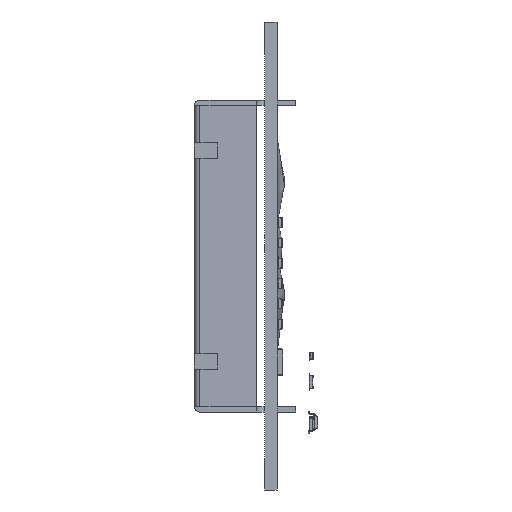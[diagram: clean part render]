
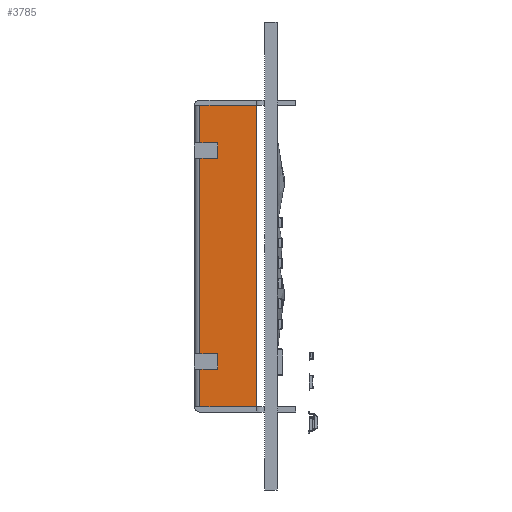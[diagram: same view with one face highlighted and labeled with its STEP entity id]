
A CAD part, left-side view. The second image highlights one B-rep face of the part: STEP entity #3785.
In plain terms, the highlighted planar face has unit normal (-1, 0, 0).
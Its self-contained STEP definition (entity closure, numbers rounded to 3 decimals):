
#489 = VERTEX_POINT('',#490);
#490 = CARTESIAN_POINT('',(-48.5,9.9,-14.5));
#497 = EDGE_CURVE('',#498,#489,#500,.T.);
#498 = VERTEX_POINT('',#499);
#499 = CARTESIAN_POINT('',(-48.5,7.6,-14.5));
#500 = LINE('',#501,#502);
#501 = CARTESIAN_POINT('',(-48.5,7.6,-14.5));
#502 = VECTOR('',#503,1.);
#503 = DIRECTION('',(-0.,1.,-0.));
#538 = VERTEX_POINT('',#539);
#539 = CARTESIAN_POINT('',(-48.5,7.6,-12.5));
#545 = EDGE_CURVE('',#538,#546,#548,.T.);
#546 = VERTEX_POINT('',#547);
#547 = CARTESIAN_POINT('',(-48.5,9.9,-12.5));
#548 = LINE('',#549,#550);
#549 = CARTESIAN_POINT('',(-48.5,7.6,-12.5));
#550 = VECTOR('',#551,1.);
#551 = DIRECTION('',(-0.,1.,-0.));
#1009 = VERTEX_POINT('',#1010);
#1010 = CARTESIAN_POINT('',(-48.5,9.9,12.5));
#1017 = EDGE_CURVE('',#1018,#1009,#1020,.T.);
#1018 = VERTEX_POINT('',#1019);
#1019 = CARTESIAN_POINT('',(-48.5,7.6,12.5));
#1020 = LINE('',#1021,#1022);
#1021 = CARTESIAN_POINT('',(-48.5,7.6,12.5));
#1022 = VECTOR('',#1023,1.);
#1023 = DIRECTION('',(-0.,1.,-0.));
#1058 = VERTEX_POINT('',#1059);
#1059 = CARTESIAN_POINT('',(-48.5,7.6,14.5));
#1065 = EDGE_CURVE('',#1058,#1066,#1068,.T.);
#1066 = VERTEX_POINT('',#1067);
#1067 = CARTESIAN_POINT('',(-48.5,9.9,14.5));
#1068 = LINE('',#1069,#1070);
#1069 = CARTESIAN_POINT('',(-48.5,7.6,14.5));
#1070 = VECTOR('',#1071,1.);
#1071 = DIRECTION('',(-0.,1.,-0.));
#2015 = VERTEX_POINT('',#2016);
#2016 = CARTESIAN_POINT('',(-48.5,2.6,19.3));
#2022 = EDGE_CURVE('',#2015,#2023,#2025,.T.);
#2023 = VERTEX_POINT('',#2024);
#2024 = CARTESIAN_POINT('',(-48.5,2.6,-19.3));
#2025 = LINE('',#2026,#2027);
#2026 = CARTESIAN_POINT('',(-48.5,2.6,30.));
#2027 = VECTOR('',#2028,1.);
#2028 = DIRECTION('',(0.,0.,-1.));
#3785 = ADVANCED_FACE('',(#3786),#3839,.T.);
#3786 = FACE_BOUND('',#3787,.T.);
#3787 = EDGE_LOOP('',(#3788,#3789,#3797,#3803,#3804,#3810,#3811,#3817,
    #3818,#3824,#3825,#3833));
#3788 = ORIENTED_EDGE('',*,*,#2022,.F.);
#3789 = ORIENTED_EDGE('',*,*,#3790,.T.);
#3790 = EDGE_CURVE('',#2015,#3791,#3793,.T.);
#3791 = VERTEX_POINT('',#3792);
#3792 = CARTESIAN_POINT('',(-48.5,9.9,19.3));
#3793 = LINE('',#3794,#3795);
#3794 = CARTESIAN_POINT('',(-48.5,-2.4,19.3));
#3795 = VECTOR('',#3796,1.);
#3796 = DIRECTION('',(-0.,1.,-0.));
#3797 = ORIENTED_EDGE('',*,*,#3798,.T.);
#3798 = EDGE_CURVE('',#3791,#1066,#3799,.T.);
#3799 = LINE('',#3800,#3801);
#3800 = CARTESIAN_POINT('',(-48.5,9.9,14.5));
#3801 = VECTOR('',#3802,1.);
#3802 = DIRECTION('',(-0.,0.,-1.));
#3803 = ORIENTED_EDGE('',*,*,#1065,.F.);
#3804 = ORIENTED_EDGE('',*,*,#3805,.F.);
#3805 = EDGE_CURVE('',#1018,#1058,#3806,.T.);
#3806 = LINE('',#3807,#3808);
#3807 = CARTESIAN_POINT('',(-48.5,7.6,12.5));
#3808 = VECTOR('',#3809,1.);
#3809 = DIRECTION('',(0.,0.,1.));
#3810 = ORIENTED_EDGE('',*,*,#1017,.T.);
#3811 = ORIENTED_EDGE('',*,*,#3812,.T.);
#3812 = EDGE_CURVE('',#1009,#546,#3813,.T.);
#3813 = LINE('',#3814,#3815);
#3814 = CARTESIAN_POINT('',(-48.5,9.9,-12.5));
#3815 = VECTOR('',#3816,1.);
#3816 = DIRECTION('',(-0.,0.,-1.));
#3817 = ORIENTED_EDGE('',*,*,#545,.F.);
#3818 = ORIENTED_EDGE('',*,*,#3819,.F.);
#3819 = EDGE_CURVE('',#498,#538,#3820,.T.);
#3820 = LINE('',#3821,#3822);
#3821 = CARTESIAN_POINT('',(-48.5,7.6,-14.5));
#3822 = VECTOR('',#3823,1.);
#3823 = DIRECTION('',(0.,0.,1.));
#3824 = ORIENTED_EDGE('',*,*,#497,.T.);
#3825 = ORIENTED_EDGE('',*,*,#3826,.T.);
#3826 = EDGE_CURVE('',#489,#3827,#3829,.T.);
#3827 = VERTEX_POINT('',#3828);
#3828 = CARTESIAN_POINT('',(-48.5,9.9,-19.3));
#3829 = LINE('',#3830,#3831);
#3830 = CARTESIAN_POINT('',(-48.5,9.9,-19.3));
#3831 = VECTOR('',#3832,1.);
#3832 = DIRECTION('',(-0.,0.,-1.));
#3833 = ORIENTED_EDGE('',*,*,#3834,.F.);
#3834 = EDGE_CURVE('',#2023,#3827,#3835,.T.);
#3835 = LINE('',#3836,#3837);
#3836 = CARTESIAN_POINT('',(-48.5,-2.4,-19.3));
#3837 = VECTOR('',#3838,1.);
#3838 = DIRECTION('',(-0.,1.,-0.));
#3839 = PLANE('',#3840);
#3840 = AXIS2_PLACEMENT_3D('',#3841,#3842,#3843);
#3841 = CARTESIAN_POINT('',(-48.5,-2.4,-20.));
#3842 = DIRECTION('',(-1.,0.,0.));
#3843 = DIRECTION('',(0.,0.,1.));
